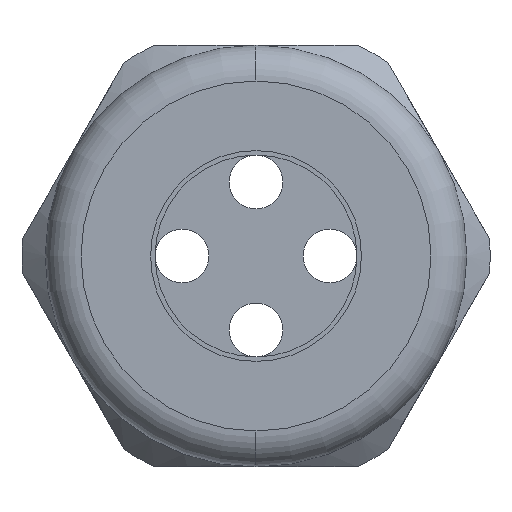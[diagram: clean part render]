
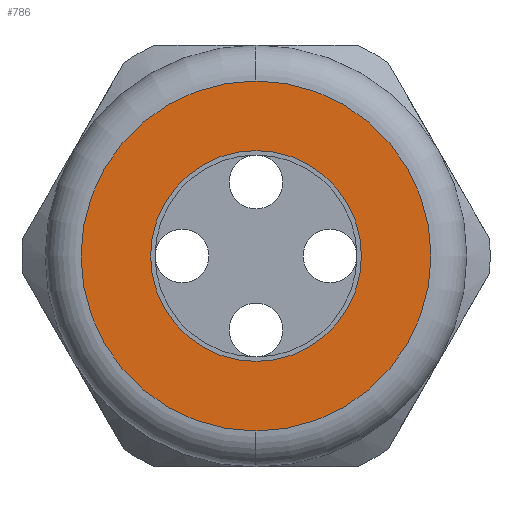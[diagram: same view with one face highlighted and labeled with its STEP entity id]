
A CAD part, left-side view. The second image highlights one B-rep face of the part: STEP entity #786.
In plain terms, the highlighted planar face has unit normal (-1, 0, 0).
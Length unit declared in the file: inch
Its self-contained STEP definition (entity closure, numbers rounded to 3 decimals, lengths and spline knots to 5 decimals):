
#86 = VERTEX_POINT ( 'NONE', #2024 ) ;
#89 = EDGE_CURVE ( 'NONE', #90, #86, #2019, .T. ) ;
#90 = VERTEX_POINT ( 'NONE', #2014 ) ;
#767 = ORIENTED_EDGE ( 'NONE', *, *, #768, .T. ) ;
#768 = EDGE_CURVE ( 'NONE', #86, #90, #3397, .T. ) ;
#769 = ORIENTED_EDGE ( 'NONE', *, *, #89, .T. ) ;
#786 = ADVANCED_FACE ( 'NONE', ( #3427, #3426 ), #3425, .T. ) ;
#787 = EDGE_LOOP ( 'NONE', ( #788, #789 ) ) ;
#788 = ORIENTED_EDGE ( 'NONE', *, *, #1456, .T. ) ;
#789 = ORIENTED_EDGE ( 'NONE', *, *, #790, .T. ) ;
#790 = EDGE_CURVE ( 'NONE', #1460, #1455, #3419, .T. ) ;
#791 = EDGE_LOOP ( 'NONE', ( #767, #769 ) ) ;
#1455 = VERTEX_POINT ( 'NONE', #4451 ) ;
#1456 = EDGE_CURVE ( 'NONE', #1455, #1460, #4450, .T. ) ;
#1460 = VERTEX_POINT ( 'NONE', #4500 ) ;
#2014 = CARTESIAN_POINT ( 'NONE',  ( -1.41, 0., 0.235 ) ) ;
#2015 = DIRECTION ( 'NONE',  ( 0., 0., -1. ) ) ;
#2016 = DIRECTION ( 'NONE',  ( 1., 0., 0. ) ) ;
#2017 = CARTESIAN_POINT ( 'NONE',  ( -1.41, 0., 0. ) ) ;
#2018 = AXIS2_PLACEMENT_3D ( 'NONE', #2017, #2016, #2015 ) ;
#2019 = CIRCLE ( 'NONE', #2018, 0.235 ) ;
#2024 = CARTESIAN_POINT ( 'NONE',  ( -1.41, 0., -0.235 ) ) ;
#3393 = DIRECTION ( 'NONE',  ( 0., 0., -1. ) ) ;
#3394 = DIRECTION ( 'NONE',  ( 1., 0., 0. ) ) ;
#3395 = CARTESIAN_POINT ( 'NONE',  ( -1.41, 0., 0. ) ) ;
#3396 = AXIS2_PLACEMENT_3D ( 'NONE', #3395, #3394, #3393 ) ;
#3397 = CIRCLE ( 'NONE', #3396, 0.235 ) ;
#3415 = DIRECTION ( 'NONE',  ( 0., 0., 1. ) ) ;
#3416 = DIRECTION ( 'NONE',  ( -1., 0., 0. ) ) ;
#3417 = CARTESIAN_POINT ( 'NONE',  ( -1.41, 0., 0. ) ) ;
#3418 = AXIS2_PLACEMENT_3D ( 'NONE', #3417, #3416, #3415 ) ;
#3419 = CIRCLE ( 'NONE', #3418, 0.39 ) ;
#3421 = DIRECTION ( 'NONE',  ( 0., 0., 1. ) ) ;
#3422 = DIRECTION ( 'NONE',  ( -1., 0., 0. ) ) ;
#3423 = CARTESIAN_POINT ( 'NONE',  ( -1.41, 0.47, 0. ) ) ;
#3424 = AXIS2_PLACEMENT_3D ( 'NONE', #3423, #3422, #3421 ) ;
#3425 = PLANE ( 'NONE',  #3424 ) ;
#3426 = FACE_BOUND ( 'NONE', #791, .T. ) ;
#3427 = FACE_OUTER_BOUND ( 'NONE', #787, .T. ) ;
#4446 = DIRECTION ( 'NONE',  ( 0., 0., 1. ) ) ;
#4447 = DIRECTION ( 'NONE',  ( -1., 0., 0. ) ) ;
#4448 = CARTESIAN_POINT ( 'NONE',  ( -1.41, 0., 0. ) ) ;
#4449 = AXIS2_PLACEMENT_3D ( 'NONE', #4448, #4447, #4446 ) ;
#4450 = CIRCLE ( 'NONE', #4449, 0.39 ) ;
#4451 = CARTESIAN_POINT ( 'NONE',  ( -1.41, 0., 0.39 ) ) ;
#4500 = CARTESIAN_POINT ( 'NONE',  ( -1.41, 0., -0.39 ) ) ;
